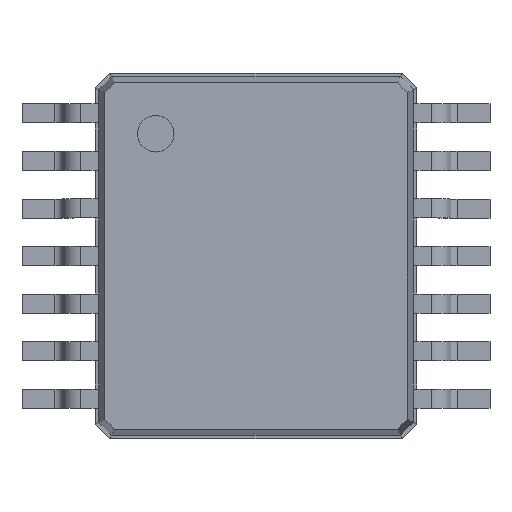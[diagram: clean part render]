
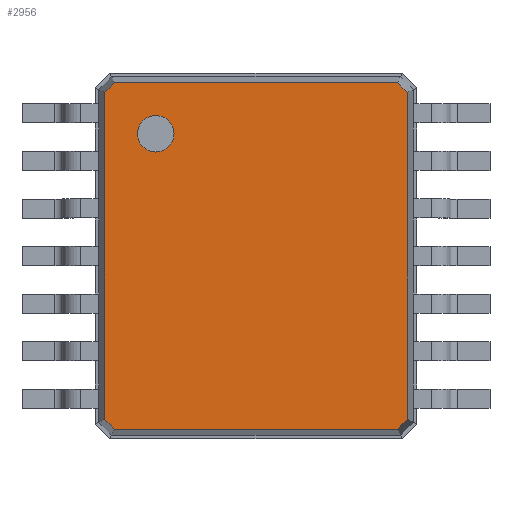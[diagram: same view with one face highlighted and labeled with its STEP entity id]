
A CAD part, top view. The second image highlights one B-rep face of the part: STEP entity #2956.
In plain terms, the highlighted planar face has unit normal (0, 0, 1).
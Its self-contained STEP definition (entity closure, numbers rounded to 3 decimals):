
#1266 = VERTEX_POINT('',#1267);
#1267 = CARTESIAN_POINT('',(2.07,-2.235,1.));
#1272 = EDGE_CURVE('',#1273,#1266,#1275,.T.);
#1273 = VERTEX_POINT('',#1274);
#1274 = CARTESIAN_POINT('',(2.07,2.235,1.));
#1275 = LINE('',#1276,#1277);
#1276 = CARTESIAN_POINT('',(2.07,2.235,1.));
#1277 = VECTOR('',#1278,1.);
#1278 = DIRECTION('',(0.,-1.,0.));
#2939 = EDGE_CURVE('',#2940,#1273,#2942,.T.);
#2940 = VERTEX_POINT('',#2941);
#2941 = CARTESIAN_POINT('',(1.935,2.37,1.));
#2942 = LINE('',#2943,#2944);
#2943 = CARTESIAN_POINT('',(1.935,2.37,1.));
#2944 = VECTOR('',#2945,1.);
#2945 = DIRECTION('',(0.707,-0.707,0.));
#2956 = ADVANCED_FACE('',(#2957,#3007),#3018,.T.);
#2957 = FACE_BOUND('',#2958,.T.);
#2958 = EDGE_LOOP('',(#2959,#2967,#2975,#2983,#2991,#2999,#3005,#3006));
#2959 = ORIENTED_EDGE('',*,*,#2960,.F.);
#2960 = EDGE_CURVE('',#2961,#2940,#2963,.T.);
#2961 = VERTEX_POINT('',#2962);
#2962 = CARTESIAN_POINT('',(-1.935,2.37,1.));
#2963 = LINE('',#2964,#2965);
#2964 = CARTESIAN_POINT('',(-1.935,2.37,1.));
#2965 = VECTOR('',#2966,1.);
#2966 = DIRECTION('',(1.,0.,0.));
#2967 = ORIENTED_EDGE('',*,*,#2968,.F.);
#2968 = EDGE_CURVE('',#2969,#2961,#2971,.T.);
#2969 = VERTEX_POINT('',#2970);
#2970 = CARTESIAN_POINT('',(-2.07,2.235,1.));
#2971 = LINE('',#2972,#2973);
#2972 = CARTESIAN_POINT('',(-2.07,2.235,1.));
#2973 = VECTOR('',#2974,1.);
#2974 = DIRECTION('',(0.707,0.707,0.));
#2975 = ORIENTED_EDGE('',*,*,#2976,.F.);
#2976 = EDGE_CURVE('',#2977,#2969,#2979,.T.);
#2977 = VERTEX_POINT('',#2978);
#2978 = CARTESIAN_POINT('',(-2.07,-2.235,1.));
#2979 = LINE('',#2980,#2981);
#2980 = CARTESIAN_POINT('',(-2.07,-2.235,1.));
#2981 = VECTOR('',#2982,1.);
#2982 = DIRECTION('',(0.,1.,0.));
#2983 = ORIENTED_EDGE('',*,*,#2984,.F.);
#2984 = EDGE_CURVE('',#2985,#2977,#2987,.T.);
#2985 = VERTEX_POINT('',#2986);
#2986 = CARTESIAN_POINT('',(-1.935,-2.37,1.));
#2987 = LINE('',#2988,#2989);
#2988 = CARTESIAN_POINT('',(-1.935,-2.37,1.));
#2989 = VECTOR('',#2990,1.);
#2990 = DIRECTION('',(-0.707,0.707,0.));
#2991 = ORIENTED_EDGE('',*,*,#2992,.F.);
#2992 = EDGE_CURVE('',#2993,#2985,#2995,.T.);
#2993 = VERTEX_POINT('',#2994);
#2994 = CARTESIAN_POINT('',(1.935,-2.37,1.));
#2995 = LINE('',#2996,#2997);
#2996 = CARTESIAN_POINT('',(1.935,-2.37,1.));
#2997 = VECTOR('',#2998,1.);
#2998 = DIRECTION('',(-1.,0.,0.));
#2999 = ORIENTED_EDGE('',*,*,#3000,.F.);
#3000 = EDGE_CURVE('',#1266,#2993,#3001,.T.);
#3001 = LINE('',#3002,#3003);
#3002 = CARTESIAN_POINT('',(2.07,-2.235,1.));
#3003 = VECTOR('',#3004,1.);
#3004 = DIRECTION('',(-0.707,-0.707,0.));
#3005 = ORIENTED_EDGE('',*,*,#1272,.F.);
#3006 = ORIENTED_EDGE('',*,*,#2939,.F.);
#3007 = FACE_BOUND('',#3008,.T.);
#3008 = EDGE_LOOP('',(#3009));
#3009 = ORIENTED_EDGE('',*,*,#3010,.F.);
#3010 = EDGE_CURVE('',#3011,#3011,#3013,.T.);
#3011 = VERTEX_POINT('',#3012);
#3012 = CARTESIAN_POINT('',(-1.37,1.42,1.));
#3013 = CIRCLE('',#3014,0.25);
#3014 = AXIS2_PLACEMENT_3D('',#3015,#3016,#3017);
#3015 = CARTESIAN_POINT('',(-1.37,1.67,1.));
#3016 = DIRECTION('',(-0.,0.,1.));
#3017 = DIRECTION('',(0.,-1.,0.));
#3018 = PLANE('',#3019);
#3019 = AXIS2_PLACEMENT_3D('',#3020,#3021,#3022);
#3020 = CARTESIAN_POINT('',(-1.935,2.37,1.));
#3021 = DIRECTION('',(0.,0.,1.));
#3022 = DIRECTION('',(0.632,-0.775,0.));
